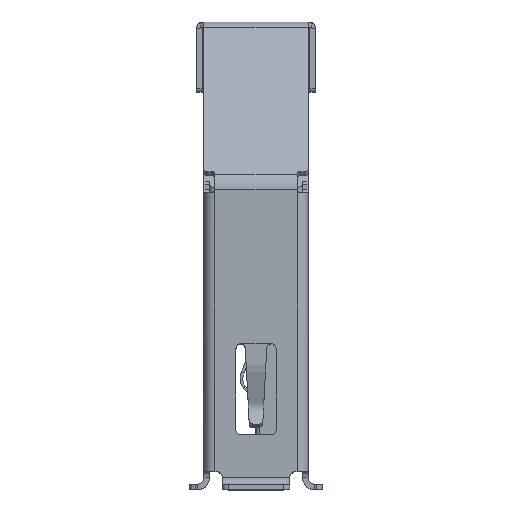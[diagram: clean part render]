
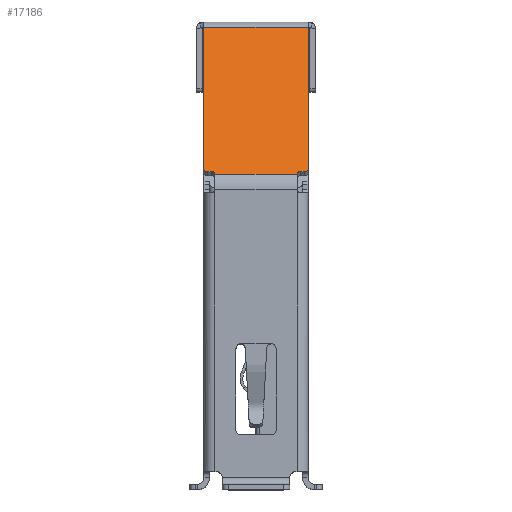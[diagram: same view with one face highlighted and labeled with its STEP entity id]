
A CAD part, top view. The second image highlights one B-rep face of the part: STEP entity #17186.
In plain terms, the highlighted planar face has unit normal (0, 0.739, 0.673).
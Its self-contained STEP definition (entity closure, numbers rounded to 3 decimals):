
#245 = VERTEX_POINT ( 'NONE', #34952 ) ;
#842 = CIRCLE ( 'NONE', #25503, 0.2 ) ;
#949 = CARTESIAN_POINT ( 'NONE',  ( -2.26, -7.871, 13.463 ) ) ;
#967 = EDGE_CURVE ( 'NONE', #4016, #46075, #7439, .T. ) ;
#2612 = CARTESIAN_POINT ( 'NONE',  ( -2.86, -7.882, 13.474 ) ) ;
#3417 = ORIENTED_EDGE ( 'NONE', *, *, #42894, .F. ) ;
#3480 = DIRECTION ( 'NONE',  ( 1., 0., 0. ) ) ;
#3990 = VERTEX_POINT ( 'NONE', #27508 ) ;
#4016 = VERTEX_POINT ( 'NONE', #24253 ) ;
#4562 = EDGE_CURVE ( 'NONE', #24007, #4016, #22403, .T. ) ;
#4786 = AXIS2_PLACEMENT_3D ( 'NONE', #25477, #35746, #39667 ) ;
#5759 = ORIENTED_EDGE ( 'NONE', *, *, #28588, .T. ) ;
#7349 = VECTOR ( 'NONE', #22156, 1000. ) ;
#7439 = LINE ( 'NONE', #21676, #7349 ) ;
#7918 = DIRECTION ( 'NONE',  ( 0., -0.673, 0.739 ) ) ;
#9041 = VERTEX_POINT ( 'NONE', #13372 ) ;
#9439 = ORIENTED_EDGE ( 'NONE', *, *, #12239, .F. ) ;
#9610 = VECTOR ( 'NONE', #30430, 1000. ) ;
#10213 = DIRECTION ( 'NONE',  ( 0., -0.673, 0.739 ) ) ;
#11141 = CARTESIAN_POINT ( 'NONE',  ( 2.86, 0.2, 4.597 ) ) ;
#11644 = LINE ( 'NONE', #14694, #34723 ) ;
#12129 = VECTOR ( 'NONE', #22601, 1000. ) ;
#12239 = EDGE_CURVE ( 'NONE', #27898, #32831, #45090, .T. ) ;
#12324 = VERTEX_POINT ( 'NONE', #39001 ) ;
#12384 = EDGE_LOOP ( 'NONE', ( #39324, #20041, #5759, #3417, #9439, #32449, #35041, #27758, #29028, #23860, #45805, #34039 ) ) ;
#13372 = CARTESIAN_POINT ( 'NONE',  ( 2.66, -7.736, 13.315 ) ) ;
#14694 = CARTESIAN_POINT ( 'NONE',  ( 2.26, -7.882, 13.474 ) ) ;
#14767 = AXIS2_PLACEMENT_3D ( 'NONE', #24283, #38492, #10213 ) ;
#16014 = CIRCLE ( 'NONE', #43590, 0.2 ) ;
#16028 = DIRECTION ( 'NONE',  ( 0., 0.673, -0.739 ) ) ;
#17186 = ADVANCED_FACE ( 'NONE', ( #32484 ), #28786, .T. ) ;
#18236 = DIRECTION ( 'NONE',  ( 0., 0.673, -0.739 ) ) ;
#19028 = CARTESIAN_POINT ( 'NONE',  ( -2.86, 0.2, 4.597 ) ) ;
#20041 = ORIENTED_EDGE ( 'NONE', *, *, #40986, .T. ) ;
#20383 = EDGE_CURVE ( 'NONE', #3990, #24007, #842, .T. ) ;
#21365 = CARTESIAN_POINT ( 'NONE',  ( 2.86, -7.736, 13.315 ) ) ;
#21587 = DIRECTION ( 'NONE',  ( -1., 0., 0. ) ) ;
#21607 = DIRECTION ( 'NONE',  ( 0., -0.739, -0.673 ) ) ;
#21676 = CARTESIAN_POINT ( 'NONE',  ( 2.86, -7.882, 13.474 ) ) ;
#22156 = DIRECTION ( 'NONE',  ( 1., 0., 0. ) ) ;
#22403 = LINE ( 'NONE', #43396, #26834 ) ;
#22483 = EDGE_CURVE ( 'NONE', #12324, #23766, #35377, .T. ) ;
#22601 = DIRECTION ( 'NONE',  ( 1., 0., 0. ) ) ;
#22995 = CARTESIAN_POINT ( 'NONE',  ( 2.66, -7.602, 13.167 ) ) ;
#23325 = DIRECTION ( 'NONE',  ( 0., -0.673, 0.739 ) ) ;
#23654 = CARTESIAN_POINT ( 'NONE',  ( 2.46, -7.736, 13.315 ) ) ;
#23766 = VERTEX_POINT ( 'NONE', #23654 ) ;
#23860 = ORIENTED_EDGE ( 'NONE', *, *, #967, .T. ) ;
#24007 = VERTEX_POINT ( 'NONE', #949 ) ;
#24253 = CARTESIAN_POINT ( 'NONE',  ( -2.26, -7.882, 13.474 ) ) ;
#24283 = CARTESIAN_POINT ( 'NONE',  ( -2.66, -7.602, 13.167 ) ) ;
#25477 = CARTESIAN_POINT ( 'NONE',  ( 2.86, -7.882, 13.474 ) ) ;
#25503 = AXIS2_PLACEMENT_3D ( 'NONE', #33599, #26386, #23325 ) ;
#26386 = DIRECTION ( 'NONE',  ( 0., -0.739, -0.673 ) ) ;
#26834 = VECTOR ( 'NONE', #7918, 1000. ) ;
#27255 = CARTESIAN_POINT ( 'NONE',  ( 2.26, -7.882, 13.474 ) ) ;
#27461 = CIRCLE ( 'NONE', #14767, 0.2 ) ;
#27508 = CARTESIAN_POINT ( 'NONE',  ( -2.46, -7.736, 13.315 ) ) ;
#27758 = ORIENTED_EDGE ( 'NONE', *, *, #20383, .T. ) ;
#27898 = VERTEX_POINT ( 'NONE', #32103 ) ;
#28287 = VERTEX_POINT ( 'NONE', #40791 ) ;
#28588 = EDGE_CURVE ( 'NONE', #245, #33539, #30075, .T. ) ;
#28786 = PLANE ( 'NONE',  #4786 ) ;
#29028 = ORIENTED_EDGE ( 'NONE', *, *, #4562, .T. ) ;
#29164 = LINE ( 'NONE', #43349, #12129 ) ;
#30075 = LINE ( 'NONE', #34447, #40918 ) ;
#30430 = DIRECTION ( 'NONE',  ( 0., 0.673, -0.739 ) ) ;
#30756 = DIRECTION ( 'NONE',  ( 0., 0.739, 0.673 ) ) ;
#31342 = VECTOR ( 'NONE', #3480, 1000. ) ;
#32103 = CARTESIAN_POINT ( 'NONE',  ( -2.86, -7.602, 13.167 ) ) ;
#32449 = ORIENTED_EDGE ( 'NONE', *, *, #36459, .T. ) ;
#32484 = FACE_OUTER_BOUND ( 'NONE', #12384, .T. ) ;
#32582 = VECTOR ( 'NONE', #21587, 1000. ) ;
#32598 = DIRECTION ( 'NONE',  ( 0., -0.673, 0.739 ) ) ;
#32831 = VERTEX_POINT ( 'NONE', #19028 ) ;
#33539 = VERTEX_POINT ( 'NONE', #45576 ) ;
#33599 = CARTESIAN_POINT ( 'NONE',  ( -2.46, -7.871, 13.463 ) ) ;
#33953 = EDGE_CURVE ( 'NONE', #46075, #12324, #11644, .T. ) ;
#34039 = ORIENTED_EDGE ( 'NONE', *, *, #22483, .T. ) ;
#34447 = CARTESIAN_POINT ( 'NONE',  ( 2.86, -7.882, 13.474 ) ) ;
#34723 = VECTOR ( 'NONE', #18236, 1000. ) ;
#34952 = CARTESIAN_POINT ( 'NONE',  ( 2.86, -7.602, 13.167 ) ) ;
#35041 = ORIENTED_EDGE ( 'NONE', *, *, #36049, .F. ) ;
#35377 = CIRCLE ( 'NONE', #44278, 0.2 ) ;
#35746 = DIRECTION ( 'NONE',  ( 0., 0.739, 0.673 ) ) ;
#36049 = EDGE_CURVE ( 'NONE', #3990, #28287, #46097, .T. ) ;
#36459 = EDGE_CURVE ( 'NONE', #27898, #28287, #27461, .T. ) ;
#38492 = DIRECTION ( 'NONE',  ( 0., 0.739, 0.673 ) ) ;
#39001 = CARTESIAN_POINT ( 'NONE',  ( 2.26, -7.871, 13.463 ) ) ;
#39324 = ORIENTED_EDGE ( 'NONE', *, *, #45138, .T. ) ;
#39667 = DIRECTION ( 'NONE',  ( 0., -0.673, 0.739 ) ) ;
#40791 = CARTESIAN_POINT ( 'NONE',  ( -2.66, -7.736, 13.315 ) ) ;
#40918 = VECTOR ( 'NONE', #16028, 1000. ) ;
#40986 = EDGE_CURVE ( 'NONE', #9041, #245, #16014, .T. ) ;
#42894 = EDGE_CURVE ( 'NONE', #32831, #33539, #45747, .T. ) ;
#43307 = CARTESIAN_POINT ( 'NONE',  ( 2.46, -7.871, 13.463 ) ) ;
#43349 = CARTESIAN_POINT ( 'NONE',  ( 2.86, -7.736, 13.315 ) ) ;
#43396 = CARTESIAN_POINT ( 'NONE',  ( -2.26, -7.882, 13.474 ) ) ;
#43590 = AXIS2_PLACEMENT_3D ( 'NONE', #22995, #30756, #44953 ) ;
#44278 = AXIS2_PLACEMENT_3D ( 'NONE', #43307, #21607, #32598 ) ;
#44953 = DIRECTION ( 'NONE',  ( 0., -0.673, 0.739 ) ) ;
#45090 = LINE ( 'NONE', #2612, #9610 ) ;
#45138 = EDGE_CURVE ( 'NONE', #23766, #9041, #29164, .T. ) ;
#45576 = CARTESIAN_POINT ( 'NONE',  ( 2.86, 0.2, 4.597 ) ) ;
#45747 = LINE ( 'NONE', #11141, #31342 ) ;
#45805 = ORIENTED_EDGE ( 'NONE', *, *, #33953, .T. ) ;
#46075 = VERTEX_POINT ( 'NONE', #27255 ) ;
#46097 = LINE ( 'NONE', #21365, #32582 ) ;
